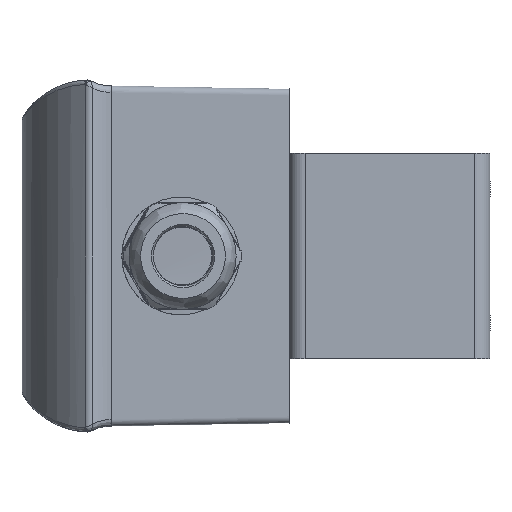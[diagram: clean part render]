
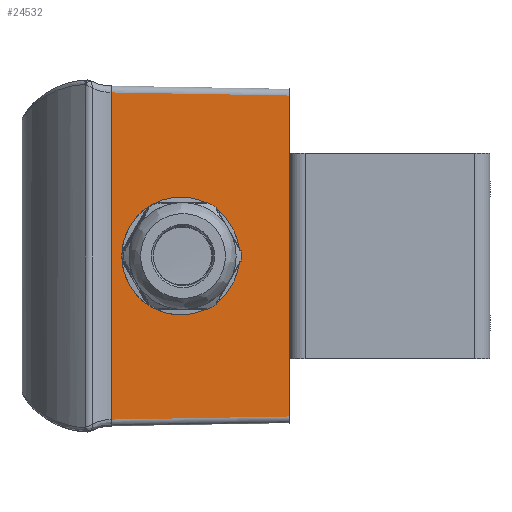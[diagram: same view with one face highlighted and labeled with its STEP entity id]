
A CAD part, left-side view. The second image highlights one B-rep face of the part: STEP entity #24532.
In plain terms, the highlighted planar face has unit normal (-1, -0.018, 0).
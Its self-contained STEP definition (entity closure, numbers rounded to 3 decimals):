
#1455 = AXIS2_PLACEMENT_3D ( 'NONE', #20539, #20544, #20545 ) ;
#1833 = EDGE_CURVE ( 'NONE', #18553, #18554, #3503, .T. ) ;
#1839 = EDGE_CURVE ( 'NONE', #18546, #16475, #3501, .T. ) ;
#1872 = EDGE_CURVE ( 'NONE', #16469, #18546, #3538, .T. ) ;
#1873 = EDGE_CURVE ( 'NONE', #16469, #18553, #3531, .T. ) ;
#1874 = EDGE_CURVE ( 'NONE', #6194, #6194, #3544, .T. ) ;
#1875 = EDGE_CURVE ( 'NONE', #18554, #16466, #3530, .T. ) ;
#1876 = EDGE_CURVE ( 'NONE', #16475, #16466, #3524, .T. ) ;
#3501 = LINE ( 'NONE', #14107, #3513 ) ;
#3503 = LINE ( 'NONE', #14092, #3506 ) ;
#3506 = VECTOR ( 'NONE', #14093, 1000. ) ;
#3513 = VECTOR ( 'NONE', #14108, 1000. ) ;
#3524 = LINE ( 'NONE', #14307, #3546 ) ;
#3530 = LINE ( 'NONE', #14304, #3543 ) ;
#3531 = LINE ( 'NONE', #14282, #3540 ) ;
#3538 = LINE ( 'NONE', #14298, #3539 ) ;
#3539 = VECTOR ( 'NONE', #14299, 1000. ) ;
#3540 = VECTOR ( 'NONE', #14301, 1000. ) ;
#3543 = VECTOR ( 'NONE', #14305, 1000. ) ;
#3544 = CIRCLE ( 'NONE', #11693, 9.653 ) ;
#3546 = VECTOR ( 'NONE', #14308, 1000. ) ;
#4847 = FACE_BOUND ( 'NONE', #8551, .T. ) ;
#4854 = FACE_OUTER_BOUND ( 'NONE', #8539, .T. ) ;
#6194 = VERTEX_POINT ( 'NONE', #6195 ) ;
#6195 = CARTESIAN_POINT ( 'NONE',  ( -240.258, 89.757, 0. ) ) ;
#8539 = EDGE_LOOP ( 'NONE', ( #9780, #9781, #9782, #9783, #9784, #9785 ) ) ;
#8551 = EDGE_LOOP ( 'NONE', ( #9779 ) ) ;
#9779 = ORIENTED_EDGE ( 'NONE', *, *, #1874, .F. ) ;
#9780 = ORIENTED_EDGE ( 'NONE', *, *, #1872, .F. ) ;
#9781 = ORIENTED_EDGE ( 'NONE', *, *, #1873, .T. ) ;
#9782 = ORIENTED_EDGE ( 'NONE', *, *, #1833, .T. ) ;
#9783 = ORIENTED_EDGE ( 'NONE', *, *, #1875, .T. ) ;
#9784 = ORIENTED_EDGE ( 'NONE', *, *, #1876, .F. ) ;
#9785 = ORIENTED_EDGE ( 'NONE', *, *, #1839, .F. ) ;
#11693 = AXIS2_PLACEMENT_3D ( 'NONE', #14300, #14302, #14303 ) ;
#14092 = CARTESIAN_POINT ( 'NONE',  ( -240., 75., -45. ) ) ;
#14093 = DIRECTION ( 'NONE',  ( 0., 0., 1. ) ) ;
#14107 = CARTESIAN_POINT ( 'NONE',  ( -240.699, 115., -45. ) ) ;
#14108 = DIRECTION ( 'NONE',  ( 0., 0., 1. ) ) ;
#14282 = CARTESIAN_POINT ( 'NONE',  ( -240.701, 115.145, -36.701 ) ) ;
#14298 = CARTESIAN_POINT ( 'NONE',  ( -240.699, 115., -45. ) ) ;
#14299 = DIRECTION ( 'NONE',  ( 0., 0., 1. ) ) ;
#14300 = CARTESIAN_POINT ( 'NONE',  ( -240.427, 99.408, 0. ) ) ;
#14301 = DIRECTION ( 'NONE',  ( 0.017, -1., 0.017 ) ) ;
#14302 = DIRECTION ( 'NONE',  ( -1., -0.017, 0. ) ) ;
#14303 = DIRECTION ( 'NONE',  ( 0.017, -1., 0. ) ) ;
#14304 = CARTESIAN_POINT ( 'NONE',  ( -240.674, 113.575, 36.674 ) ) ;
#14305 = DIRECTION ( 'NONE',  ( -0.017, 1., 0.017 ) ) ;
#14307 = CARTESIAN_POINT ( 'NONE',  ( -240.699, 115., -45. ) ) ;
#14308 = DIRECTION ( 'NONE',  ( 0., 0., 1. ) ) ;
#16466 = VERTEX_POINT ( 'NONE', #24692 ) ;
#16469 = VERTEX_POINT ( 'NONE', #24695 ) ;
#16475 = VERTEX_POINT ( 'NONE', #24701 ) ;
#18546 = VERTEX_POINT ( 'NONE', #24996 ) ;
#18553 = VERTEX_POINT ( 'NONE', #25003 ) ;
#18554 = VERTEX_POINT ( 'NONE', #25004 ) ;
#20536 = PLANE ( 'NONE',  #1455 ) ;
#20539 = CARTESIAN_POINT ( 'NONE',  ( -240.699, 115., -45. ) ) ;
#20544 = DIRECTION ( 'NONE',  ( -1., -0.017, 0. ) ) ;
#20545 = DIRECTION ( 'NONE',  ( 0.017, -1., 0. ) ) ;
#24532 = ADVANCED_FACE ( 'NONE', ( #4847, #4854 ), #20536, .T. ) ;
#24692 = CARTESIAN_POINT ( 'NONE',  ( -240.699, 115., 36.698 ) ) ;
#24695 = CARTESIAN_POINT ( 'NONE',  ( -240.699, 115., -36.698 ) ) ;
#24701 = CARTESIAN_POINT ( 'NONE',  ( -240.699, 115., 36.698 ) ) ;
#24996 = CARTESIAN_POINT ( 'NONE',  ( -240.699, 115., -36.698 ) ) ;
#25003 = CARTESIAN_POINT ( 'NONE',  ( -240., 75., -36. ) ) ;
#25004 = CARTESIAN_POINT ( 'NONE',  ( -240., 75., 36. ) ) ;
